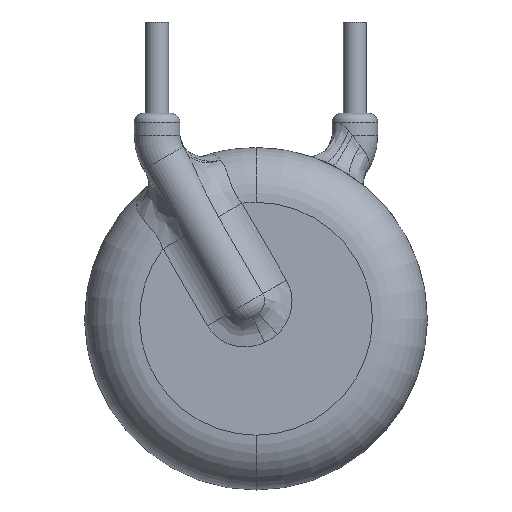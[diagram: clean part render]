
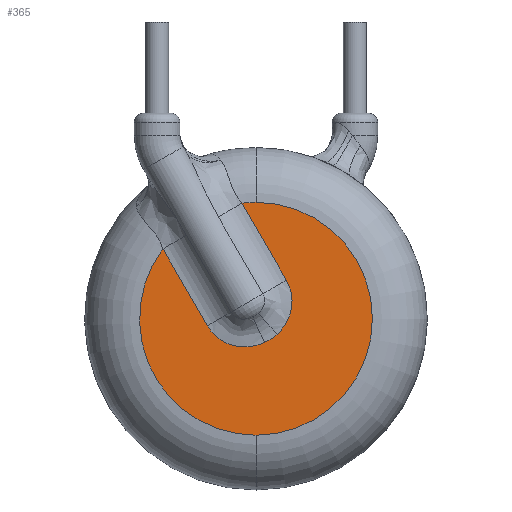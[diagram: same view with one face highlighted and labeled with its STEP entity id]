
A CAD part, front view. The second image highlights one B-rep face of the part: STEP entity #365.
In plain terms, the highlighted planar face has unit normal (0, -1, 0).
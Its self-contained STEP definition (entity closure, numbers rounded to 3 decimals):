
#45 = CARTESIAN_POINT ( 'NONE',  ( 0., 0., 0. ) ) ;
#111 = AXIS2_PLACEMENT_3D ( 'NONE', #45, #1492, #2024 ) ;
#199 = CARTESIAN_POINT ( 'NONE',  ( 0.463, 0., -0.337 ) ) ;
#209 = CARTESIAN_POINT ( 'NONE',  ( 0.775, 0., 0.657 ) ) ;
#227 = CARTESIAN_POINT ( 'NONE',  ( 0.544, 0., -0.264 ) ) ;
#251 = LINE ( 'NONE', #1010, #767 ) ;
#258 = DIRECTION ( 'NONE',  ( 0., 0., 1. ) ) ;
#288 = VERTEX_POINT ( 'NONE', #612 ) ;
#365 = ADVANCED_FACE ( 'NONE', ( #3397 ), #2798, .F. ) ;
#444 = EDGE_LOOP ( 'NONE', ( #2315, #842, #1657, #1720, #3620, #838, #3112, #1235 ) ) ;
#467 = CARTESIAN_POINT ( 'NONE',  ( -1.066, 0., -0.154 ) ) ;
#468 = CARTESIAN_POINT ( 'NONE',  ( 0.463, 0., -0.337 ) ) ;
#469 = VERTEX_POINT ( 'NONE', #652 ) ;
#553 = CARTESIAN_POINT ( 'NONE',  ( 0., 0., 0. ) ) ;
#579 = AXIS2_PLACEMENT_3D ( 'NONE', #553, #1734, #258 ) ;
#612 = CARTESIAN_POINT ( 'NONE',  ( 0.185, 0., -0.521 ) ) ;
#652 = CARTESIAN_POINT ( 'NONE',  ( -2.039, 0., 1.531 ) ) ;
#675 = EDGE_CURVE ( 'NONE', #1729, #3313, #2538, .T. ) ;
#701 = VERTEX_POINT ( 'NONE', #467 ) ;
#746 = EDGE_CURVE ( 'NONE', #2439, #1729, #1870, .T. ) ;
#762 = CARTESIAN_POINT ( 'NONE',  ( -0.629, 0., -0.549 ) ) ;
#767 = VECTOR ( 'NONE', #2489, 1000. ) ;
#778 = CARTESIAN_POINT ( 'NONE',  ( 0., 0., -2.55 ) ) ;
#838 = ORIENTED_EDGE ( 'NONE', *, *, #2462, .T. ) ;
#842 = ORIENTED_EDGE ( 'NONE', *, *, #746, .T. ) ;
#991 = CARTESIAN_POINT ( 'NONE',  ( -0.285, 0., -0.647 ) ) ;
#1010 = CARTESIAN_POINT ( 'NONE',  ( -0.866, 0., -0.5 ) ) ;
#1084 = DIRECTION ( 'NONE',  ( 0., -1., 0. ) ) ;
#1094 = AXIS2_PLACEMENT_3D ( 'NONE', #2148, #1303, #1876 ) ;
#1159 = EDGE_CURVE ( 'NONE', #288, #701, #1567, .T. ) ;
#1194 = AXIS2_PLACEMENT_3D ( 'NONE', #3156, #1084, #2248 ) ;
#1235 = ORIENTED_EDGE ( 'NONE', *, *, #3048, .T. ) ;
#1303 = DIRECTION ( 'NONE',  ( 0., -1., 0. ) ) ;
#1327 = CARTESIAN_POINT ( 'NONE',  ( 0.611, 0., -0.18 ) ) ;
#1492 = DIRECTION ( 'NONE',  ( 0., -1., 0. ) ) ;
#1542 = EDGE_CURVE ( 'NONE', #469, #2439, #2790, .T. ) ;
#1550 = LINE ( 'NONE', #2683, #2017 ) ;
#1567 = B_SPLINE_CURVE_WITH_KNOTS ( 'NONE', 3,
 ( #1900, #2486, #991, #762, #3597, #2503, #3623, #1929 ),
 .UNSPECIFIED., .F., .F.,
 ( 4, 2, 2, 4 ),
 ( 0., 0.001, 0.001, 0.001 ),
 .UNSPECIFIED. ) ;
#1657 = ORIENTED_EDGE ( 'NONE', *, *, #675, .T. ) ;
#1706 = B_SPLINE_CURVE_WITH_KNOTS ( 'NONE', 3,
 ( #3352, #2560, #1975, #3618 ),
 .UNSPECIFIED., .F., .F.,
 ( 4, 4 ),
 ( 0., 0. ),
 .UNSPECIFIED. ) ;
#1716 = CARTESIAN_POINT ( 'NONE',  ( -0.307, 0., 2.531 ) ) ;
#1720 = ORIENTED_EDGE ( 'NONE', *, *, #2218, .T. ) ;
#1729 = VERTEX_POINT ( 'NONE', #2379 ) ;
#1734 = DIRECTION ( 'NONE',  ( 0., 1., 0. ) ) ;
#1870 = CIRCLE ( 'NONE', #111, 2.55 ) ;
#1876 = DIRECTION ( 'NONE',  ( 0., 0., 1. ) ) ;
#1900 = CARTESIAN_POINT ( 'NONE',  ( 0.185, 0., -0.521 ) ) ;
#1929 = CARTESIAN_POINT ( 'NONE',  ( -1.066, 0., -0.154 ) ) ;
#1975 = CARTESIAN_POINT ( 'NONE',  ( 0.287, 0., -0.474 ) ) ;
#2007 = VERTEX_POINT ( 'NONE', #199 ) ;
#2017 = VECTOR ( 'NONE', #2639, 1000. ) ;
#2024 = DIRECTION ( 'NONE',  ( 0., 0., 1. ) ) ;
#2048 = CARTESIAN_POINT ( 'NONE',  ( 0.666, 0., 0.846 ) ) ;
#2148 = CARTESIAN_POINT ( 'NONE',  ( 0., 0., 0. ) ) ;
#2188 = CARTESIAN_POINT ( 'NONE',  ( 0.666, 0., 0.846 ) ) ;
#2218 = EDGE_CURVE ( 'NONE', #3313, #2938, #1550, .T. ) ;
#2248 = DIRECTION ( 'NONE',  ( 0., 0., 1. ) ) ;
#2315 = ORIENTED_EDGE ( 'NONE', *, *, #1542, .T. ) ;
#2379 = CARTESIAN_POINT ( 'NONE',  ( 0., 0., 2.55 ) ) ;
#2439 = VERTEX_POINT ( 'NONE', #778 ) ;
#2462 = EDGE_CURVE ( 'NONE', #2007, #288, #1706, .T. ) ;
#2486 = CARTESIAN_POINT ( 'NONE',  ( -0.033, 0., -0.622 ) ) ;
#2489 = DIRECTION ( 'NONE',  ( -0.5, 0., 0.866 ) ) ;
#2503 = CARTESIAN_POINT ( 'NONE',  ( -0.926, 0., -0.348 ) ) ;
#2538 = CIRCLE ( 'NONE', #1094, 2.55 ) ;
#2555 = EDGE_CURVE ( 'NONE', #2938, #2007, #3544, .T. ) ;
#2560 = CARTESIAN_POINT ( 'NONE',  ( 0.38, 0., -0.413 ) ) ;
#2639 = DIRECTION ( 'NONE',  ( 0.5, 0., -0.866 ) ) ;
#2683 = CARTESIAN_POINT ( 'NONE',  ( 0.866, 0., 0.5 ) ) ;
#2767 = CARTESIAN_POINT ( 'NONE',  ( 0.718, 0., 0.009 ) ) ;
#2790 = CIRCLE ( 'NONE', #1194, 2.55 ) ;
#2798 = PLANE ( 'NONE',  #579 ) ;
#2938 = VERTEX_POINT ( 'NONE', #2048 ) ;
#3048 = EDGE_CURVE ( 'NONE', #701, #469, #251, .T. ) ;
#3112 = ORIENTED_EDGE ( 'NONE', *, *, #1159, .T. ) ;
#3156 = CARTESIAN_POINT ( 'NONE',  ( 0., 0., 0. ) ) ;
#3298 = CARTESIAN_POINT ( 'NONE',  ( 0.813, 0., 0.433 ) ) ;
#3313 = VERTEX_POINT ( 'NONE', #1716 ) ;
#3352 = CARTESIAN_POINT ( 'NONE',  ( 0.463, 0., -0.337 ) ) ;
#3397 = FACE_OUTER_BOUND ( 'NONE', #444, .T. ) ;
#3544 = B_SPLINE_CURVE_WITH_KNOTS ( 'NONE', 3,
 ( #2188, #209, #3298, #3598, #2767, #1327, #227, #468 ),
 .UNSPECIFIED., .F., .F.,
 ( 4, 2, 2, 4 ),
 ( 0., 0.001, 0.001, 0.001 ),
 .UNSPECIFIED. ) ;
#3597 = CARTESIAN_POINT ( 'NONE',  ( -0.737, 0., -0.495 ) ) ;
#3598 = CARTESIAN_POINT ( 'NONE',  ( 0.756, 0., 0.112 ) ) ;
#3618 = CARTESIAN_POINT ( 'NONE',  ( 0.185, 0., -0.521 ) ) ;
#3620 = ORIENTED_EDGE ( 'NONE', *, *, #2555, .T. ) ;
#3623 = CARTESIAN_POINT ( 'NONE',  ( -1.006, 0., -0.258 ) ) ;
